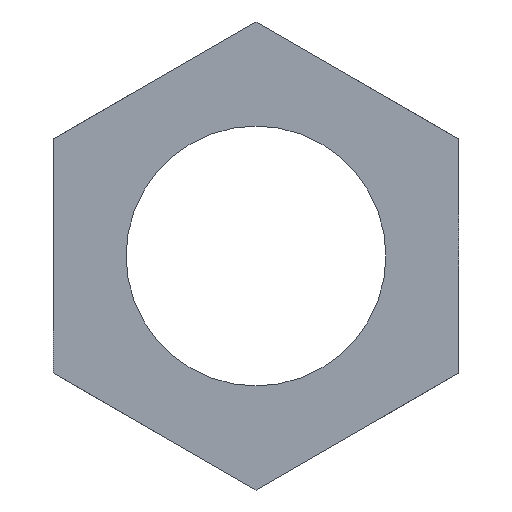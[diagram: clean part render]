
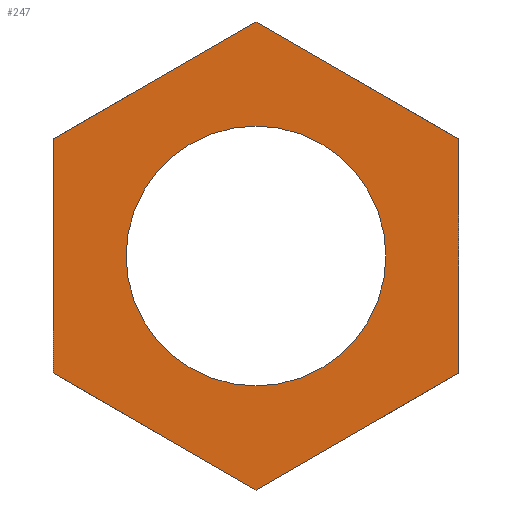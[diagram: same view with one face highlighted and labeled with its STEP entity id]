
A CAD part, front view. The second image highlights one B-rep face of the part: STEP entity #247.
In plain terms, the highlighted planar face has unit normal (0, -1, 0).
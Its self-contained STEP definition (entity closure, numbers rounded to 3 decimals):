
#27 = VERTEX_POINT ( 'NONE', #60 ) ;
#32 = CARTESIAN_POINT ( 'NONE',  ( 0., 0., 0. ) ) ;
#48 = CARTESIAN_POINT ( 'NONE',  ( -3.9, 0., 2.252 ) ) ;
#56 = LINE ( 'NONE', #48, #1254 ) ;
#60 = CARTESIAN_POINT ( 'NONE',  ( 0., 0., -4.503 ) ) ;
#68 = LINE ( 'NONE', #645, #884 ) ;
#117 = CARTESIAN_POINT ( 'NONE',  ( 3.9, 0., -2.252 ) ) ;
#154 = VERTEX_POINT ( 'NONE', #946 ) ;
#175 = ORIENTED_EDGE ( 'NONE', *, *, #1535, .F. ) ;
#229 = VERTEX_POINT ( 'NONE', #587 ) ;
#245 = ORIENTED_EDGE ( 'NONE', *, *, #879, .F. ) ;
#247 = ADVANCED_FACE ( 'NONE', ( #1728, #712 ), #465, .F. ) ;
#270 = AXIS2_PLACEMENT_3D ( 'NONE', #1576, #1832, #282 ) ;
#273 = VERTEX_POINT ( 'NONE', #750 ) ;
#282 = DIRECTION ( 'NONE',  ( 0., 0., -1. ) ) ;
#421 = EDGE_CURVE ( 'NONE', #229, #1477, #68, .T. ) ;
#422 = CIRCLE ( 'NONE', #270, 2.5 ) ;
#430 = CARTESIAN_POINT ( 'NONE',  ( 3.9, 0., -2.252 ) ) ;
#465 = PLANE ( 'NONE',  #970 ) ;
#466 = DIRECTION ( 'NONE',  ( -0.866, 0., 0.5 ) ) ;
#511 = VERTEX_POINT ( 'NONE', #117 ) ;
#587 = CARTESIAN_POINT ( 'NONE',  ( -3.9, 0., -2.252 ) ) ;
#613 = CARTESIAN_POINT ( 'NONE',  ( 0., 0., -4.503 ) ) ;
#632 = CARTESIAN_POINT ( 'NONE',  ( 0., 0., 0. ) ) ;
#645 = CARTESIAN_POINT ( 'NONE',  ( -3.9, 0., -2.252 ) ) ;
#652 = EDGE_CURVE ( 'NONE', #273, #1741, #1260, .T. ) ;
#704 = CARTESIAN_POINT ( 'NONE',  ( -3.9, 0., 2.252 ) ) ;
#712 = FACE_OUTER_BOUND ( 'NONE', #1481, .T. ) ;
#738 = ORIENTED_EDGE ( 'NONE', *, *, #958, .F. ) ;
#748 = DIRECTION ( 'NONE',  ( 0.866, 0., -0.5 ) ) ;
#750 = CARTESIAN_POINT ( 'NONE',  ( 0., 0., 2.5 ) ) ;
#753 = ORIENTED_EDGE ( 'NONE', *, *, #1526, .F. ) ;
#754 = DIRECTION ( 'NONE',  ( 0.866, 0., 0.5 ) ) ;
#757 = VECTOR ( 'NONE', #466, 1000. ) ;
#790 = DIRECTION ( 'NONE',  ( 0., 0., 1. ) ) ;
#825 = ORIENTED_EDGE ( 'NONE', *, *, #421, .F. ) ;
#879 = EDGE_CURVE ( 'NONE', #27, #229, #1164, .T. ) ;
#884 = VECTOR ( 'NONE', #790, 1000. ) ;
#909 = ORIENTED_EDGE ( 'NONE', *, *, #1052, .F. ) ;
#946 = CARTESIAN_POINT ( 'NONE',  ( 3.9, 0., 2.252 ) ) ;
#958 = EDGE_CURVE ( 'NONE', #511, #27, #1697, .T. ) ;
#968 = VECTOR ( 'NONE', #1546, 1000. ) ;
#970 = AXIS2_PLACEMENT_3D ( 'NONE', #32, #1568, #994 ) ;
#983 = CARTESIAN_POINT ( 'NONE',  ( 0., 0., -2.5 ) ) ;
#994 = DIRECTION ( 'NONE',  ( 0., 0., 1. ) ) ;
#1049 = DIRECTION ( 'NONE',  ( 0., 0., -1. ) ) ;
#1052 = EDGE_CURVE ( 'NONE', #154, #511, #1144, .T. ) ;
#1144 = LINE ( 'NONE', #1265, #968 ) ;
#1164 = LINE ( 'NONE', #613, #757 ) ;
#1191 = DIRECTION ( 'NONE',  ( 0., -1., 0. ) ) ;
#1224 = VECTOR ( 'NONE', #748, 1000. ) ;
#1239 = VECTOR ( 'NONE', #1571, 1000. ) ;
#1254 = VECTOR ( 'NONE', #754, 1000. ) ;
#1260 = CIRCLE ( 'NONE', #1497, 2.5 ) ;
#1265 = CARTESIAN_POINT ( 'NONE',  ( 3.9, 0., 2.252 ) ) ;
#1283 = EDGE_LOOP ( 'NONE', ( #1564, #1641 ) ) ;
#1477 = VERTEX_POINT ( 'NONE', #704 ) ;
#1481 = EDGE_LOOP ( 'NONE', ( #175, #825, #245, #738, #909, #753 ) ) ;
#1497 = AXIS2_PLACEMENT_3D ( 'NONE', #632, #1191, #1049 ) ;
#1498 = CARTESIAN_POINT ( 'NONE',  ( 0., 0., 4.503 ) ) ;
#1526 = EDGE_CURVE ( 'NONE', #1723, #154, #1604, .T. ) ;
#1535 = EDGE_CURVE ( 'NONE', #1477, #1723, #56, .T. ) ;
#1542 = CARTESIAN_POINT ( 'NONE',  ( 0., 0., 4.503 ) ) ;
#1546 = DIRECTION ( 'NONE',  ( 0., 0., -1. ) ) ;
#1564 = ORIENTED_EDGE ( 'NONE', *, *, #1817, .F. ) ;
#1568 = DIRECTION ( 'NONE',  ( 0., 1., 0. ) ) ;
#1571 = DIRECTION ( 'NONE',  ( -0.866, 0., -0.5 ) ) ;
#1576 = CARTESIAN_POINT ( 'NONE',  ( 0., 0., 0. ) ) ;
#1604 = LINE ( 'NONE', #1498, #1224 ) ;
#1641 = ORIENTED_EDGE ( 'NONE', *, *, #652, .F. ) ;
#1697 = LINE ( 'NONE', #430, #1239 ) ;
#1723 = VERTEX_POINT ( 'NONE', #1542 ) ;
#1728 = FACE_BOUND ( 'NONE', #1283, .T. ) ;
#1741 = VERTEX_POINT ( 'NONE', #983 ) ;
#1817 = EDGE_CURVE ( 'NONE', #1741, #273, #422, .T. ) ;
#1832 = DIRECTION ( 'NONE',  ( 0., -1., 0. ) ) ;
